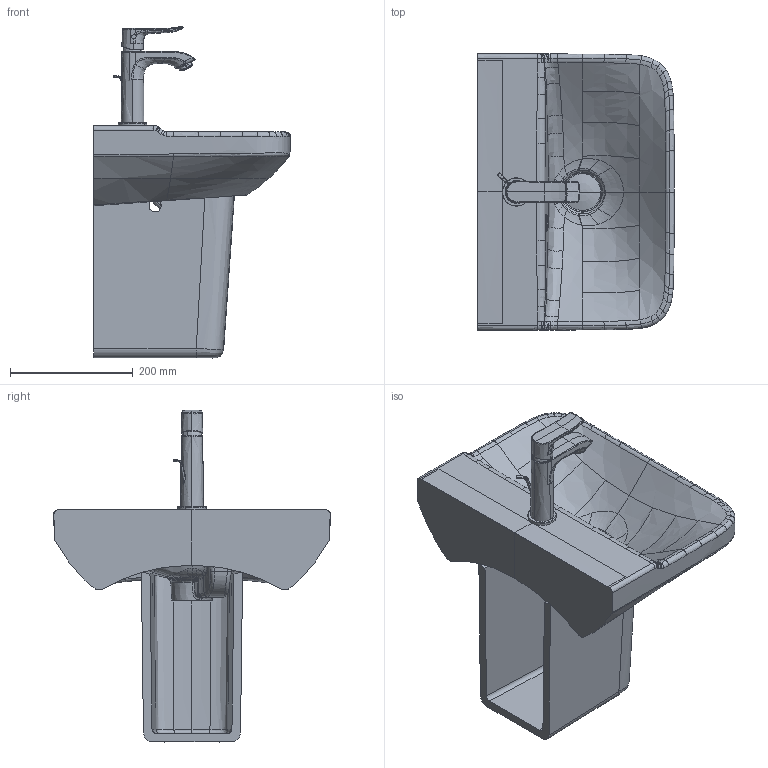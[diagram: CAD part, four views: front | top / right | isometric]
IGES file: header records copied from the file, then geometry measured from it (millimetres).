
Global section: file name: No Iges File Name specified; native system: Autodesk Inventor 2011; preprocessor: AutoDesk Inventor Iges Exporter R2011; author: Administrator; date: 20150714.151640; units: millimetre
Bounding box: 319.79 x 449.73 x 540.17 mm (x, y, z)
Volume: 9494849.1 mm3; surface area: 933816.8 mm2
Topology: 12 solids, 12 shells, 1642 faces, 4685 edges, 3060 vertices
Faces by surface type: bspline 636, plane 508, cylinder 282, revolution 114, cone 54, torus 46, sphere 2
